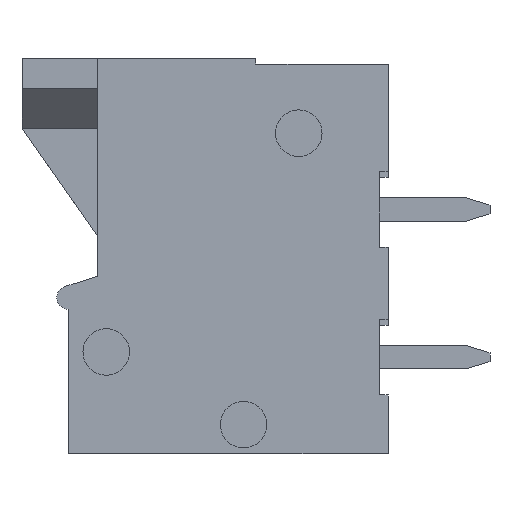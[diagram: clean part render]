
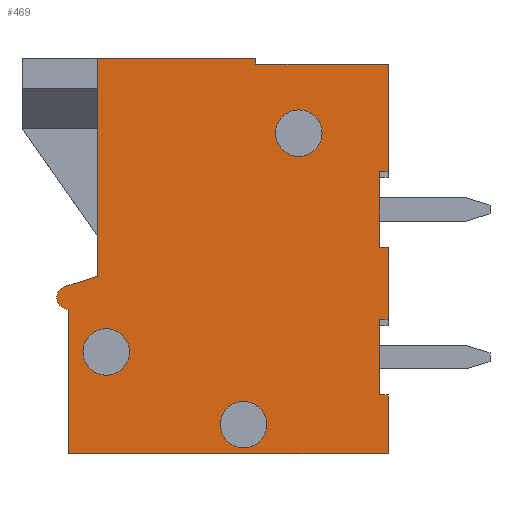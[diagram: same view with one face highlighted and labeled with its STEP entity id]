
A CAD part, left-side view. The second image highlights one B-rep face of the part: STEP entity #469.
In plain terms, the highlighted planar face has unit normal (-1, 0, 0).
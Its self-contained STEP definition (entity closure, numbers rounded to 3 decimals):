
#469 = ADVANCED_FACE( '', ( #1056, #1057, #1058, #1059 ), #1060, .F. );
#1056 = FACE_BOUND( '', #1818, .T. );
#1057 = FACE_OUTER_BOUND( '', #1819, .T. );
#1058 = FACE_BOUND( '', #1820, .T. );
#1059 = FACE_BOUND( '', #1821, .T. );
#1060 = PLANE( '', #1822 );
#1818 = EDGE_LOOP( '', ( #2820 ) );
#1819 = EDGE_LOOP( '', ( #2821, #2822, #2823, #2824, #2825, #2826, #2827, #2828, #2829, #2830, #2831, #2832, #2833, #2834, #2835, #2836, #2837 ) );
#1820 = EDGE_LOOP( '', ( #2838 ) );
#1821 = EDGE_LOOP( '', ( #2839 ) );
#1822 = AXIS2_PLACEMENT_3D( '', #2840, #2841, #2842 );
#2820 = ORIENTED_EDGE( '', *, *, #4855, .T. );
#2821 = ORIENTED_EDGE( '', *, *, #4873, .F. );
#2822 = ORIENTED_EDGE( '', *, *, #4874, .T. );
#2823 = ORIENTED_EDGE( '', *, *, #4875, .F. );
#2824 = ORIENTED_EDGE( '', *, *, #4876, .F. );
#2825 = ORIENTED_EDGE( '', *, *, #4877, .F. );
#2826 = ORIENTED_EDGE( '', *, *, #4878, .T. );
#2827 = ORIENTED_EDGE( '', *, *, #4879, .F. );
#2828 = ORIENTED_EDGE( '', *, *, #4880, .F. );
#2829 = ORIENTED_EDGE( '', *, *, #4881, .F. );
#2830 = ORIENTED_EDGE( '', *, *, #4882, .F. );
#2831 = ORIENTED_EDGE( '', *, *, #4883, .F. );
#2832 = ORIENTED_EDGE( '', *, *, #4704, .F. );
#2833 = ORIENTED_EDGE( '', *, *, #4884, .F. );
#2834 = ORIENTED_EDGE( '', *, *, #4885, .F. );
#2835 = ORIENTED_EDGE( '', *, *, #4886, .F. );
#2836 = ORIENTED_EDGE( '', *, *, #4747, .F. );
#2837 = ORIENTED_EDGE( '', *, *, #4838, .F. );
#2838 = ORIENTED_EDGE( '', *, *, #4887, .T. );
#2839 = ORIENTED_EDGE( '', *, *, #4888, .T. );
#2840 = CARTESIAN_POINT( '', ( -1.27, 5.5, -1.332 ) );
#2841 = DIRECTION( '', ( 1., 0., 0. ) );
#2842 = DIRECTION( '', ( 0., 0., -1. ) );
#4704 = EDGE_CURVE( '', #5631, #5632, #5633, .T. );
#4747 = EDGE_CURVE( '', #5708, #5710, #5711, .T. );
#4838 = EDGE_CURVE( '', #5868, #5708, #5870, .T. );
#4855 = EDGE_CURVE( '', #5898, #5898, #5899, .T. );
#4873 = EDGE_CURVE( '', #5925, #5868, #5926, .T. );
#4874 = EDGE_CURVE( '', #5925, #5927, #5928, .T. );
#4875 = EDGE_CURVE( '', #5929, #5927, #5930, .T. );
#4876 = EDGE_CURVE( '', #5931, #5929, #5932, .T. );
#4877 = EDGE_CURVE( '', #5933, #5931, #5934, .T. );
#4878 = EDGE_CURVE( '', #5933, #5935, #5936, .T. );
#4879 = EDGE_CURVE( '', #5937, #5935, #5938, .T. );
#4880 = EDGE_CURVE( '', #5939, #5937, #5940, .T. );
#4881 = EDGE_CURVE( '', #5941, #5939, #5942, .T. );
#4882 = EDGE_CURVE( '', #5943, #5941, #5944, .T. );
#4883 = EDGE_CURVE( '', #5632, #5943, #5945, .T. );
#4884 = EDGE_CURVE( '', #5946, #5631, #5947, .T. );
#4885 = EDGE_CURVE( '', #5948, #5946, #5949, .T. );
#4886 = EDGE_CURVE( '', #5710, #5948, #5950, .T. );
#4887 = EDGE_CURVE( '', #5951, #5951, #5952, .T. );
#4888 = EDGE_CURVE( '', #5953, #5953, #5954, .T. );
#5631 = VERTEX_POINT( '', #6991 );
#5632 = VERTEX_POINT( '', #6992 );
#5633 = LINE( '', #6993, #6994 );
#5708 = VERTEX_POINT( '', #7101 );
#5710 = VERTEX_POINT( '', #7104 );
#5711 = LINE( '', #7105, #7106 );
#5868 = VERTEX_POINT( '', #7327 );
#5870 = LINE( '', #7330, #7331 );
#5898 = VERTEX_POINT( '', #7370 );
#5899 = CIRCLE( '', #7371, 0.8 );
#5925 = VERTEX_POINT( '', #7409 );
#5926 = LINE( '', #7410, #7411 );
#5927 = VERTEX_POINT( '', #7412 );
#5928 = LINE( '', #7413, #7414 );
#5929 = VERTEX_POINT( '', #7415 );
#5930 = LINE( '', #7416, #7417 );
#5931 = VERTEX_POINT( '', #7418 );
#5932 = LINE( '', #7419, #7420 );
#5933 = VERTEX_POINT( '', #7421 );
#5934 = LINE( '', #7422, #7423 );
#5935 = VERTEX_POINT( '', #7424 );
#5936 = LINE( '', #7425, #7426 );
#5937 = VERTEX_POINT( '', #7427 );
#5938 = LINE( '', #7428, #7429 );
#5939 = VERTEX_POINT( '', #7430 );
#5940 = LINE( '', #7431, #7432 );
#5941 = VERTEX_POINT( '', #7433 );
#5942 = LINE( '', #7434, #7435 );
#5943 = VERTEX_POINT( '', #7436 );
#5944 = LINE( '', #7437, #7438 );
#5945 = LINE( '', #7439, #7440 );
#5946 = VERTEX_POINT( '', #7441 );
#5947 = CIRCLE( '', #7442, 0.4 );
#5948 = VERTEX_POINT( '', #7443 );
#5949 = LINE( '', #7444, #7445 );
#5950 = LINE( '', #7446, #7447 );
#5951 = VERTEX_POINT( '', #7448 );
#5952 = CIRCLE( '', #7449, 0.8 );
#5953 = VERTEX_POINT( '', #7450 );
#5954 = CIRCLE( '', #7451, 0.8 );
#6991 = CARTESIAN_POINT( '', ( -1.27, 5.619, -0.95 ) );
#6992 = CARTESIAN_POINT( '', ( -1.27, 4.5, -0.6 ) );
#6993 = CARTESIAN_POINT( '', ( -1.27, 5.619, -0.95 ) );
#6994 = VECTOR( '', #8723, 1000. );
#7101 = CARTESIAN_POINT( '', ( -1.27, -5.5, -4.68 ) );
#7104 = CARTESIAN_POINT( '', ( -1.27, -5.5, -6.7 ) );
#7105 = CARTESIAN_POINT( '', ( -1.27, -5.5, 6.7 ) );
#7106 = VECTOR( '', #8766, 1000. );
#7327 = CARTESIAN_POINT( '', ( -1.27, -5.2, -4.68 ) );
#7330 = CARTESIAN_POINT( '', ( -1.27, -5.2, -4.68 ) );
#7331 = VECTOR( '', #8871, 1000. );
#7370 = CARTESIAN_POINT( '', ( -1.27, 3.4, -3.2 ) );
#7371 = AXIS2_PLACEMENT_3D( '', #8886, #8887, #8888 );
#7409 = CARTESIAN_POINT( '', ( -1.27, -5.2, -2.08 ) );
#7410 = CARTESIAN_POINT( '', ( -1.27, -5.2, -2.08 ) );
#7411 = VECTOR( '', #8901, 1000. );
#7412 = CARTESIAN_POINT( '', ( -1.27, -5.5, -2.08 ) );
#7413 = CARTESIAN_POINT( '', ( -1.27, -5.2, -2.08 ) );
#7414 = VECTOR( '', #8902, 1000. );
#7415 = CARTESIAN_POINT( '', ( -1.27, -5.5, 0.4 ) );
#7416 = CARTESIAN_POINT( '', ( -1.27, -5.5, 6.7 ) );
#7417 = VECTOR( '', #8903, 1000. );
#7418 = CARTESIAN_POINT( '', ( -1.27, -5.2, 0.4 ) );
#7419 = CARTESIAN_POINT( '', ( -1.27, -5.2, 0.4 ) );
#7420 = VECTOR( '', #8904, 1000. );
#7421 = CARTESIAN_POINT( '', ( -1.27, -5.2, 3. ) );
#7422 = CARTESIAN_POINT( '', ( -1.27, -5.2, 3. ) );
#7423 = VECTOR( '', #8905, 1000. );
#7424 = CARTESIAN_POINT( '', ( -1.27, -5.5, 3. ) );
#7425 = CARTESIAN_POINT( '', ( -1.27, -5.2, 3. ) );
#7426 = VECTOR( '', #8906, 1000. );
#7427 = CARTESIAN_POINT( '', ( -1.27, -5.5, 6.7 ) );
#7428 = CARTESIAN_POINT( '', ( -1.27, -5.5, 6.7 ) );
#7429 = VECTOR( '', #8907, 1000. );
#7430 = CARTESIAN_POINT( '', ( -1.27, -0.95, 6.7 ) );
#7431 = CARTESIAN_POINT( '', ( -1.27, -5.5, 6.7 ) );
#7432 = VECTOR( '', #8908, 1000. );
#7433 = CARTESIAN_POINT( '', ( -1.27, -0.95, 6.9 ) );
#7434 = CARTESIAN_POINT( '', ( -1.27, -0.95, 6.7 ) );
#7435 = VECTOR( '', #8909, 1000. );
#7436 = CARTESIAN_POINT( '', ( -1.27, 4.5, 6.9 ) );
#7437 = CARTESIAN_POINT( '', ( -1.27, 4.5, 6.9 ) );
#7438 = VECTOR( '', #8910, 1000. );
#7439 = CARTESIAN_POINT( '', ( -1.27, 4.5, -0.6 ) );
#7440 = VECTOR( '', #8911, 1000. );
#7441 = CARTESIAN_POINT( '', ( -1.27, 5.5, -1.732 ) );
#7442 = AXIS2_PLACEMENT_3D( '', #8912, #8913, #8914 );
#7443 = CARTESIAN_POINT( '', ( -1.27, 5.5, -6.7 ) );
#7444 = CARTESIAN_POINT( '', ( -1.27, 5.5, -6.7 ) );
#7445 = VECTOR( '', #8915, 1000. );
#7446 = CARTESIAN_POINT( '', ( -1.27, -5.5, -6.7 ) );
#7447 = VECTOR( '', #8916, 1000. );
#7448 = CARTESIAN_POINT( '', ( -1.27, -3.225, 4.325 ) );
#7449 = AXIS2_PLACEMENT_3D( '', #8917, #8918, #8919 );
#7450 = CARTESIAN_POINT( '', ( -1.27, -1.325, -5.7 ) );
#7451 = AXIS2_PLACEMENT_3D( '', #8920, #8921, #8922 );
#8723 = DIRECTION( '', ( 0., -0.954, 0.298 ) );
#8766 = DIRECTION( '', ( 0., 0., -1. ) );
#8871 = DIRECTION( '', ( 0., -1., 0. ) );
#8886 = CARTESIAN_POINT( '', ( -1.27, 4.2, -3.2 ) );
#8887 = DIRECTION( '', ( 1., 0., 0. ) );
#8888 = DIRECTION( '', ( 0., -1., 0. ) );
#8901 = DIRECTION( '', ( 0., 0., -1. ) );
#8902 = DIRECTION( '', ( 0., -1., 0. ) );
#8903 = DIRECTION( '', ( 0., 0., -1. ) );
#8904 = DIRECTION( '', ( 0., -1., 0. ) );
#8905 = DIRECTION( '', ( 0., 0., -1. ) );
#8906 = DIRECTION( '', ( 0., -1., 0. ) );
#8907 = DIRECTION( '', ( 0., 0., -1. ) );
#8908 = DIRECTION( '', ( 0., -1., 0. ) );
#8909 = DIRECTION( '', ( 0., 0., -1. ) );
#8910 = DIRECTION( '', ( 0., -1., 0. ) );
#8911 = DIRECTION( '', ( 0., 0., 1. ) );
#8912 = CARTESIAN_POINT( '', ( -1.27, 5.5, -1.332 ) );
#8913 = DIRECTION( '', ( 1., 0., 0. ) );
#8914 = DIRECTION( '', ( 0., -1., 0. ) );
#8915 = DIRECTION( '', ( 0., 0., 1. ) );
#8916 = DIRECTION( '', ( 0., 1., 0. ) );
#8917 = CARTESIAN_POINT( '', ( -1.27, -2.425, 4.325 ) );
#8918 = DIRECTION( '', ( 1., 0., 0. ) );
#8919 = DIRECTION( '', ( 0., -1., 0. ) );
#8920 = CARTESIAN_POINT( '', ( -1.27, -0.525, -5.7 ) );
#8921 = DIRECTION( '', ( 1., 0., 0. ) );
#8922 = DIRECTION( '', ( 0., -1., 0. ) );
